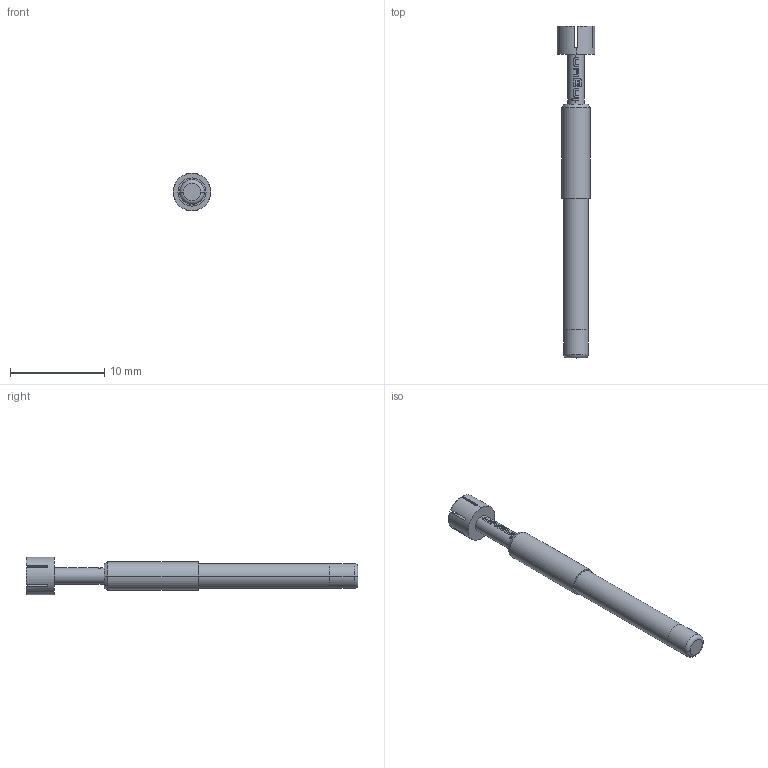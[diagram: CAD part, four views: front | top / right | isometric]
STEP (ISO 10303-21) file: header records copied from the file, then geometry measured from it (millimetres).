
FILE_DESCRIPTION (( 'STEP AP203' ), '1' );
FILE_NAME ('INGUN_GKS-113_319_400_A_xx10.STEP', '2020-09-09T13:29:21', ( '' ), ( '' ), 'SwSTEP 2.0', 'SolidWorks 2018', '' );
FILE_SCHEMA (( 'CONFIG_CONTROL_DESIGN' ));
Length unit declared in the file: millimetre
Products named in the file (1): INGUN_GKS-113_319_400_A_xx10
Bounding box: 4 x 35.3 x 4 mm (x, y, z)
Volume: 203 mm3; surface area: 365.9 mm2
Topology: 1 solids, 1 shells, 125 faces, 350 edges, 232 vertices
Faces by surface type: bspline 53, cylinder 29, plane 27, cone 14, torus 2
Entity records: 5383 total; most frequent: CARTESIAN_POINT 2689, ORIENTED_EDGE 700, EDGE_CURVE 350, DIRECTION 294, B_SPLINE_CURVE_WITH_KNOTS 246, VERTEX_POINT 232, EDGE_LOOP 130, ADVANCED_FACE 125
